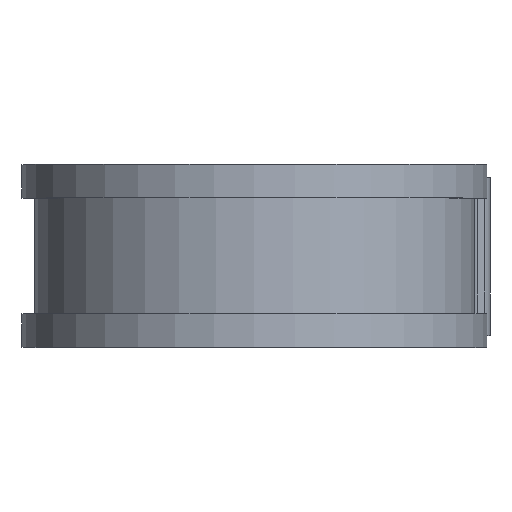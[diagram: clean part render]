
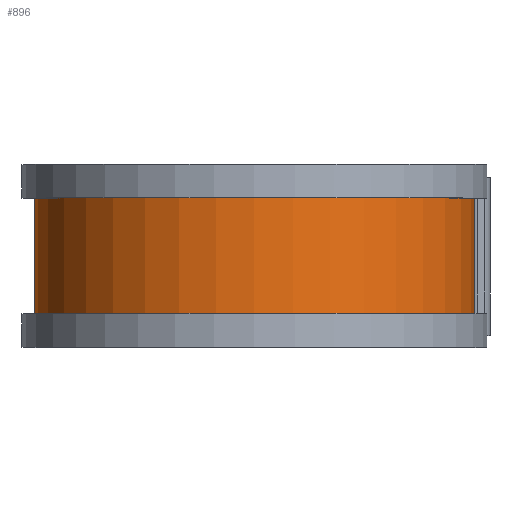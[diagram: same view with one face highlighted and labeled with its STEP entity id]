
A CAD part, top view. The second image highlights one B-rep face of the part: STEP entity #896.
In plain terms, the highlighted cylindrical face has radius 26.556 mm (diameter 53.111 mm), a partial arc.
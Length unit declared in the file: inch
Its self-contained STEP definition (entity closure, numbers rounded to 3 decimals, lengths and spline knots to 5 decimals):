
#18 = CARTESIAN_POINT ( 'NONE',  ( 0., 0.275, -1.0455 ) ) ;
#36 = CARTESIAN_POINT ( 'NONE',  ( 0., 0.375, -1.0455 ) ) ;
#184 = DIRECTION ( 'NONE',  ( 0., -1., 0. ) ) ;
#187 = DIRECTION ( 'NONE',  ( 0., -1., 0. ) ) ;
#259 = EDGE_CURVE ( 'NONE', #708, #517, #1568, .T. ) ;
#302 = ORIENTED_EDGE ( 'NONE', *, *, #1308, .T. ) ;
#355 = EDGE_CURVE ( 'NONE', #504, #861, #1146, .T. ) ;
#407 = ORIENTED_EDGE ( 'NONE', *, *, #259, .F. ) ;
#437 = EDGE_CURVE ( 'NONE', #504, #708, #1651, .T. ) ;
#466 = FACE_OUTER_BOUND ( 'NONE', #1505, .T. ) ;
#504 = VERTEX_POINT ( 'NONE', #1462 ) ;
#517 = VERTEX_POINT ( 'NONE', #1072 ) ;
#544 = CARTESIAN_POINT ( 'NONE',  ( 0., -0.275, 0. ) ) ;
#550 = DIRECTION ( 'NONE',  ( 0., -1., 0. ) ) ;
#569 = DIRECTION ( 'NONE',  ( 0., 0., -1. ) ) ;
#578 = CARTESIAN_POINT ( 'NONE',  ( 1.0455, -0.275, 0. ) ) ;
#708 = VERTEX_POINT ( 'NONE', #578 ) ;
#861 = VERTEX_POINT ( 'NONE', #18 ) ;
#880 = ORIENTED_EDGE ( 'NONE', *, *, #437, .F. ) ;
#881 = DIRECTION ( 'NONE',  ( 0., 0., -1. ) ) ;
#896 = ADVANCED_FACE ( 'NONE', ( #466 ), #1483, .T. ) ;
#1022 = ORIENTED_EDGE ( 'NONE', *, *, #355, .T. ) ;
#1072 = CARTESIAN_POINT ( 'NONE',  ( 0., -0.275, -1.0455 ) ) ;
#1082 = LINE ( 'NONE', #36, #1412 ) ;
#1146 = CIRCLE ( 'NONE', #1695, 1.0455 ) ;
#1279 = VECTOR ( 'NONE', #1665, 39.37008 ) ;
#1308 = EDGE_CURVE ( 'NONE', #861, #517, #1082, .T. ) ;
#1412 = VECTOR ( 'NONE', #187, 39.37008 ) ;
#1430 = AXIS2_PLACEMENT_3D ( 'NONE', #544, #550, #569 ) ;
#1462 = CARTESIAN_POINT ( 'NONE',  ( 1.0455, 0.275, 0. ) ) ;
#1483 = CYLINDRICAL_SURFACE ( 'NONE', #1604, 1.0455 ) ;
#1491 = DIRECTION ( 'NONE',  ( 0., 0., -1. ) ) ;
#1505 = EDGE_LOOP ( 'NONE', ( #880, #1022, #302, #407 ) ) ;
#1530 = DIRECTION ( 'NONE',  ( 0., -1., 0. ) ) ;
#1568 = CIRCLE ( 'NONE', #1430, 1.0455 ) ;
#1572 = CARTESIAN_POINT ( 'NONE',  ( 0., 0.275, 0. ) ) ;
#1604 = AXIS2_PLACEMENT_3D ( 'NONE', #1662, #184, #881 ) ;
#1651 = LINE ( 'NONE', #1697, #1279 ) ;
#1662 = CARTESIAN_POINT ( 'NONE',  ( 0., 0.375, 0. ) ) ;
#1665 = DIRECTION ( 'NONE',  ( 0., -1., 0. ) ) ;
#1695 = AXIS2_PLACEMENT_3D ( 'NONE', #1572, #1530, #1491 ) ;
#1697 = CARTESIAN_POINT ( 'NONE',  ( 1.0455, 0.375, 0. ) ) ;
